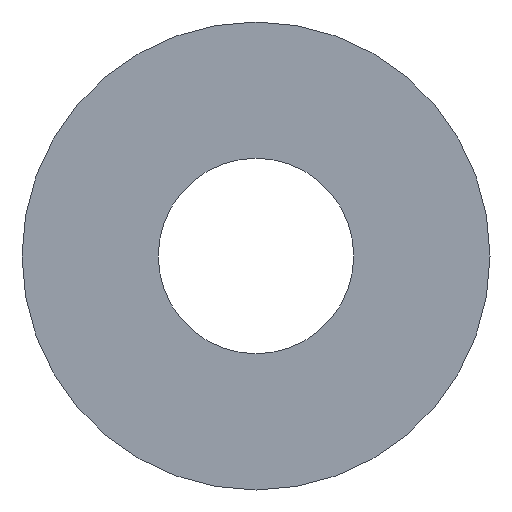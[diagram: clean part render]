
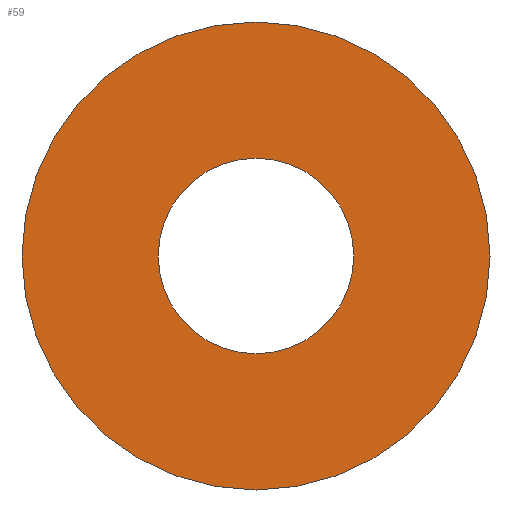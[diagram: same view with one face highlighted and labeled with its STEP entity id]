
A CAD part, front view. The second image highlights one B-rep face of the part: STEP entity #59.
In plain terms, the highlighted planar face has unit normal (0, -1, 0).
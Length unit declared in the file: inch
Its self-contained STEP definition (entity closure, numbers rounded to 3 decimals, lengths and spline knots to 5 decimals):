
#17=PLANE('',#69);
#22=FACE_BOUND('',#33,.T.);
#26=FACE_OUTER_BOUND('',#32,.T.);
#32=EDGE_LOOP('',(#52));
#33=EDGE_LOOP('',(#53));
#37=CIRCLE('',#65,0.16264);
#39=CIRCLE('',#68,0.06794);
#41=VERTEX_POINT('',#93);
#43=VERTEX_POINT('',#98);
#45=EDGE_CURVE('',#41,#41,#37,.T.);
#47=EDGE_CURVE('',#43,#43,#39,.T.);
#52=ORIENTED_EDGE('',*,*,#45,.T.);
#53=ORIENTED_EDGE('',*,*,#47,.F.);
#59=ADVANCED_FACE('',(#26,#22),#17,.T.);
#65=AXIS2_PLACEMENT_3D('',#94,#77,#78);
#68=AXIS2_PLACEMENT_3D('',#99,#83,#84);
#69=AXIS2_PLACEMENT_3D('',#100,#85,#86);
#77=DIRECTION('center_axis',(0.,-1.,0.));
#78=DIRECTION('ref_axis',(0.,0.,-1.));
#83=DIRECTION('center_axis',(0.,-1.,0.));
#84=DIRECTION('ref_axis',(0.,0.,-1.));
#85=DIRECTION('center_axis',(0.,-1.,0.));
#86=DIRECTION('ref_axis',(0.,0.,-1.));
#93=CARTESIAN_POINT('',(0.,-0.00832,-0.16264));
#94=CARTESIAN_POINT('Origin',(0.,-0.00832,0.));
#98=CARTESIAN_POINT('',(0.,-0.00832,-0.06794));
#99=CARTESIAN_POINT('Origin',(0.,-0.00832,0.));
#100=CARTESIAN_POINT('Origin',(0.,-0.00832,-0.06794));
